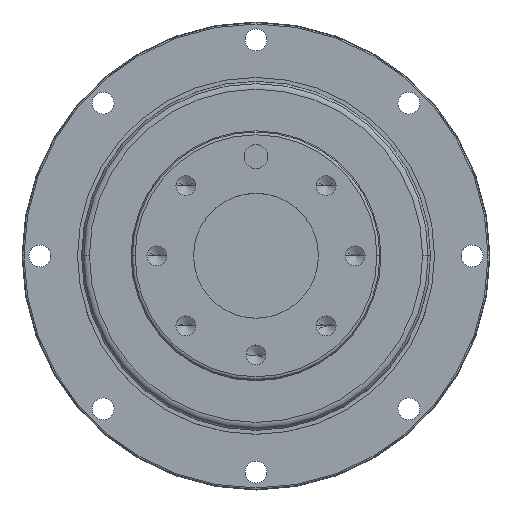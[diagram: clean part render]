
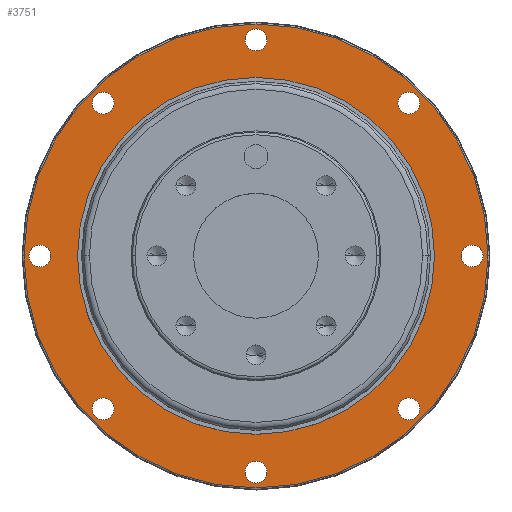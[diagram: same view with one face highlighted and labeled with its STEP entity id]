
A CAD part, top view. The second image highlights one B-rep face of the part: STEP entity #3751.
In plain terms, the highlighted planar face has unit normal (0, 0, 1).
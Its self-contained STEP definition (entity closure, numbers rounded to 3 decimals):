
#429=CARTESIAN_POINT('',(0.,0.,8.));
#430=DIRECTION('',(0.,0.,1.));
#431=DIRECTION('',(1.,0.,0.));
#432=AXIS2_PLACEMENT_3D('',#429,#430,#431);
#434=CARTESIAN_POINT('',(0.,0.,8.));
#435=DIRECTION('',(0.,0.,1.));
#436=DIRECTION('',(-1.,0.,0.));
#437=AXIS2_PLACEMENT_3D('',#434,#435,#436);
#439=CARTESIAN_POINT('',(38.537,38.537,8.));
#440=DIRECTION('',(0.,0.,-1.));
#441=DIRECTION('',(1.,0.,0.));
#442=AXIS2_PLACEMENT_3D('',#439,#440,#441);
#444=CARTESIAN_POINT('',(38.537,38.537,8.));
#445=DIRECTION('',(0.,0.,-1.));
#446=DIRECTION('',(-1.,0.,0.));
#447=AXIS2_PLACEMENT_3D('',#444,#445,#446);
#449=CARTESIAN_POINT('',(0.,54.5,8.));
#450=DIRECTION('',(0.,0.,-1.));
#451=DIRECTION('',(1.,0.,0.));
#452=AXIS2_PLACEMENT_3D('',#449,#450,#451);
#454=CARTESIAN_POINT('',(0.,54.5,8.));
#455=DIRECTION('',(0.,0.,-1.));
#456=DIRECTION('',(-1.,0.,0.));
#457=AXIS2_PLACEMENT_3D('',#454,#455,#456);
#459=CARTESIAN_POINT('',(-38.537,38.537,8.));
#460=DIRECTION('',(0.,0.,-1.));
#461=DIRECTION('',(1.,0.,0.));
#462=AXIS2_PLACEMENT_3D('',#459,#460,#461);
#464=CARTESIAN_POINT('',(-38.537,38.537,8.));
#465=DIRECTION('',(0.,0.,-1.));
#466=DIRECTION('',(-1.,0.,0.));
#467=AXIS2_PLACEMENT_3D('',#464,#465,#466);
#469=CARTESIAN_POINT('',(-54.5,0.,8.));
#470=DIRECTION('',(0.,0.,-1.));
#471=DIRECTION('',(1.,0.,0.));
#472=AXIS2_PLACEMENT_3D('',#469,#470,#471);
#474=CARTESIAN_POINT('',(-54.5,0.,8.));
#475=DIRECTION('',(0.,0.,-1.));
#476=DIRECTION('',(-1.,0.,0.));
#477=AXIS2_PLACEMENT_3D('',#474,#475,#476);
#479=CARTESIAN_POINT('',(-38.537,-38.537,8.));
#480=DIRECTION('',(0.,0.,-1.));
#481=DIRECTION('',(1.,0.,0.));
#482=AXIS2_PLACEMENT_3D('',#479,#480,#481);
#484=CARTESIAN_POINT('',(-38.537,-38.537,8.));
#485=DIRECTION('',(0.,0.,-1.));
#486=DIRECTION('',(-1.,0.,0.));
#487=AXIS2_PLACEMENT_3D('',#484,#485,#486);
#489=CARTESIAN_POINT('',(0.,-54.5,8.));
#490=DIRECTION('',(0.,0.,-1.));
#491=DIRECTION('',(1.,0.,0.));
#492=AXIS2_PLACEMENT_3D('',#489,#490,#491);
#494=CARTESIAN_POINT('',(0.,-54.5,8.));
#495=DIRECTION('',(0.,0.,-1.));
#496=DIRECTION('',(-1.,0.,0.));
#497=AXIS2_PLACEMENT_3D('',#494,#495,#496);
#499=CARTESIAN_POINT('',(38.537,-38.537,8.));
#500=DIRECTION('',(0.,0.,-1.));
#501=DIRECTION('',(1.,0.,0.));
#502=AXIS2_PLACEMENT_3D('',#499,#500,#501);
#504=CARTESIAN_POINT('',(38.537,-38.537,8.));
#505=DIRECTION('',(0.,0.,-1.));
#506=DIRECTION('',(-1.,0.,0.));
#507=AXIS2_PLACEMENT_3D('',#504,#505,#506);
#509=CARTESIAN_POINT('',(54.5,0.,8.));
#510=DIRECTION('',(0.,0.,-1.));
#511=DIRECTION('',(1.,0.,0.));
#512=AXIS2_PLACEMENT_3D('',#509,#510,#511);
#514=CARTESIAN_POINT('',(54.5,0.,8.));
#515=DIRECTION('',(0.,0.,-1.));
#516=DIRECTION('',(-1.,0.,0.));
#517=AXIS2_PLACEMENT_3D('',#514,#515,#516);
#519=CARTESIAN_POINT('',(0.,0.,8.));
#520=DIRECTION('',(0.,0.,-1.));
#521=DIRECTION('',(1.,0.,0.));
#522=AXIS2_PLACEMENT_3D('',#519,#520,#521);
#524=CARTESIAN_POINT('',(0.,0.,8.));
#525=DIRECTION('',(0.,0.,-1.));
#526=DIRECTION('',(-1.,0.,0.));
#527=AXIS2_PLACEMENT_3D('',#524,#525,#526);
#2808=CARTESIAN_POINT('',(-58.5,0.,8.));
#2809=VERTEX_POINT('',#2808);
#2810=CARTESIAN_POINT('',(58.5,0.,8.));
#2811=VERTEX_POINT('',#2810);
#3033=CARTESIAN_POINT('',(41.287,38.537,8.));
#3035=VERTEX_POINT('',#3033);
#3037=CARTESIAN_POINT('',(35.787,38.537,8.));
#3039=VERTEX_POINT('',#3037);
#3041=CARTESIAN_POINT('',(2.75,54.5,8.));
#3043=VERTEX_POINT('',#3041);
#3045=CARTESIAN_POINT('',(-2.75,54.5,8.));
#3047=VERTEX_POINT('',#3045);
#3049=CARTESIAN_POINT('',(-35.787,38.537,8.));
#3051=VERTEX_POINT('',#3049);
#3053=CARTESIAN_POINT('',(-41.287,38.537,8.));
#3055=VERTEX_POINT('',#3053);
#3057=CARTESIAN_POINT('',(-51.75,0.,8.));
#3059=VERTEX_POINT('',#3057);
#3061=CARTESIAN_POINT('',(-57.25,0.,8.));
#3063=VERTEX_POINT('',#3061);
#3065=CARTESIAN_POINT('',(-35.787,-38.537,8.));
#3067=VERTEX_POINT('',#3065);
#3069=CARTESIAN_POINT('',(-41.287,-38.537,8.));
#3071=VERTEX_POINT('',#3069);
#3073=CARTESIAN_POINT('',(2.75,-54.5,8.));
#3075=VERTEX_POINT('',#3073);
#3077=CARTESIAN_POINT('',(-2.75,-54.5,8.));
#3079=VERTEX_POINT('',#3077);
#3081=CARTESIAN_POINT('',(41.287,-38.537,8.));
#3083=VERTEX_POINT('',#3081);
#3085=CARTESIAN_POINT('',(35.787,-38.537,8.));
#3087=VERTEX_POINT('',#3085);
#3089=CARTESIAN_POINT('',(57.25,0.,8.));
#3091=VERTEX_POINT('',#3089);
#3093=CARTESIAN_POINT('',(51.75,0.,8.));
#3095=VERTEX_POINT('',#3093);
#3199=CARTESIAN_POINT('',(-45.,0.,8.));
#3201=VERTEX_POINT('',#3199);
#3203=CARTESIAN_POINT('',(45.,0.,8.));
#3205=VERTEX_POINT('',#3203);
#3687=CARTESIAN_POINT('',(0.,0.,8.));
#3688=DIRECTION('',(0.,0.,1.));
#3689=DIRECTION('',(1.,0.,0.));
#3690=AXIS2_PLACEMENT_3D('',#3687,#3688,#3689);
#3691=PLANE('',#3690);
#3692=ORIENTED_EDGE('',*,*,#3677,.F.);
#3694=ORIENTED_EDGE('',*,*,#3693,.F.);
#3695=EDGE_LOOP('',(#3692,#3694));
#3696=FACE_OUTER_BOUND('',#3695,.F.);
#3698=ORIENTED_EDGE('',*,*,#3697,.F.);
#3700=ORIENTED_EDGE('',*,*,#3699,.F.);
#3701=EDGE_LOOP('',(#3698,#3700));
#3702=FACE_BOUND('',#3701,.F.);
#3704=ORIENTED_EDGE('',*,*,#3703,.F.);
#3706=ORIENTED_EDGE('',*,*,#3705,.F.);
#3707=EDGE_LOOP('',(#3704,#3706));
#3708=FACE_BOUND('',#3707,.F.);
#3710=ORIENTED_EDGE('',*,*,#3709,.F.);
#3712=ORIENTED_EDGE('',*,*,#3711,.F.);
#3713=EDGE_LOOP('',(#3710,#3712));
#3714=FACE_BOUND('',#3713,.F.);
#3716=ORIENTED_EDGE('',*,*,#3715,.F.);
#3718=ORIENTED_EDGE('',*,*,#3717,.F.);
#3719=EDGE_LOOP('',(#3716,#3718));
#3720=FACE_BOUND('',#3719,.F.);
#3722=ORIENTED_EDGE('',*,*,#3721,.F.);
#3724=ORIENTED_EDGE('',*,*,#3723,.F.);
#3725=EDGE_LOOP('',(#3722,#3724));
#3726=FACE_BOUND('',#3725,.F.);
#3728=ORIENTED_EDGE('',*,*,#3727,.F.);
#3730=ORIENTED_EDGE('',*,*,#3729,.F.);
#3731=EDGE_LOOP('',(#3728,#3730));
#3732=FACE_BOUND('',#3731,.F.);
#3734=ORIENTED_EDGE('',*,*,#3733,.F.);
#3736=ORIENTED_EDGE('',*,*,#3735,.F.);
#3737=EDGE_LOOP('',(#3734,#3736));
#3738=FACE_BOUND('',#3737,.F.);
#3740=ORIENTED_EDGE('',*,*,#3739,.F.);
#3742=ORIENTED_EDGE('',*,*,#3741,.F.);
#3743=EDGE_LOOP('',(#3740,#3742));
#3744=FACE_BOUND('',#3743,.F.);
#3746=ORIENTED_EDGE('',*,*,#3745,.F.);
#3748=ORIENTED_EDGE('',*,*,#3747,.F.);
#3749=EDGE_LOOP('',(#3746,#3748));
#3750=FACE_BOUND('',#3749,.F.);
#3751=ADVANCED_FACE('',(#3696,#3702,#3708,#3714,#3720,#3726,#3732,#3738,#3744,
#3750),#3691,.T.);
#433=CIRCLE('',#432,58.5);
#438=CIRCLE('',#437,58.5);
#443=CIRCLE('',#442,2.75);
#448=CIRCLE('',#447,2.75);
#453=CIRCLE('',#452,2.75);
#458=CIRCLE('',#457,2.75);
#463=CIRCLE('',#462,2.75);
#468=CIRCLE('',#467,2.75);
#473=CIRCLE('',#472,2.75);
#478=CIRCLE('',#477,2.75);
#483=CIRCLE('',#482,2.75);
#488=CIRCLE('',#487,2.75);
#493=CIRCLE('',#492,2.75);
#498=CIRCLE('',#497,2.75);
#503=CIRCLE('',#502,2.75);
#508=CIRCLE('',#507,2.75);
#513=CIRCLE('',#512,2.75);
#518=CIRCLE('',#517,2.75);
#523=CIRCLE('',#522,45.);
#528=CIRCLE('',#527,45.);
#3677=EDGE_CURVE('',#2811,#2809,#433,.T.);
#3693=EDGE_CURVE('',#2809,#2811,#438,.T.);
#3697=EDGE_CURVE('',#3035,#3039,#443,.T.);
#3699=EDGE_CURVE('',#3039,#3035,#448,.T.);
#3703=EDGE_CURVE('',#3043,#3047,#453,.T.);
#3705=EDGE_CURVE('',#3047,#3043,#458,.T.);
#3709=EDGE_CURVE('',#3051,#3055,#463,.T.);
#3711=EDGE_CURVE('',#3055,#3051,#468,.T.);
#3715=EDGE_CURVE('',#3059,#3063,#473,.T.);
#3717=EDGE_CURVE('',#3063,#3059,#478,.T.);
#3721=EDGE_CURVE('',#3067,#3071,#483,.T.);
#3723=EDGE_CURVE('',#3071,#3067,#488,.T.);
#3727=EDGE_CURVE('',#3075,#3079,#493,.T.);
#3729=EDGE_CURVE('',#3079,#3075,#498,.T.);
#3733=EDGE_CURVE('',#3083,#3087,#503,.T.);
#3735=EDGE_CURVE('',#3087,#3083,#508,.T.);
#3739=EDGE_CURVE('',#3091,#3095,#513,.T.);
#3741=EDGE_CURVE('',#3095,#3091,#518,.T.);
#3745=EDGE_CURVE('',#3205,#3201,#523,.T.);
#3747=EDGE_CURVE('',#3201,#3205,#528,.T.);
